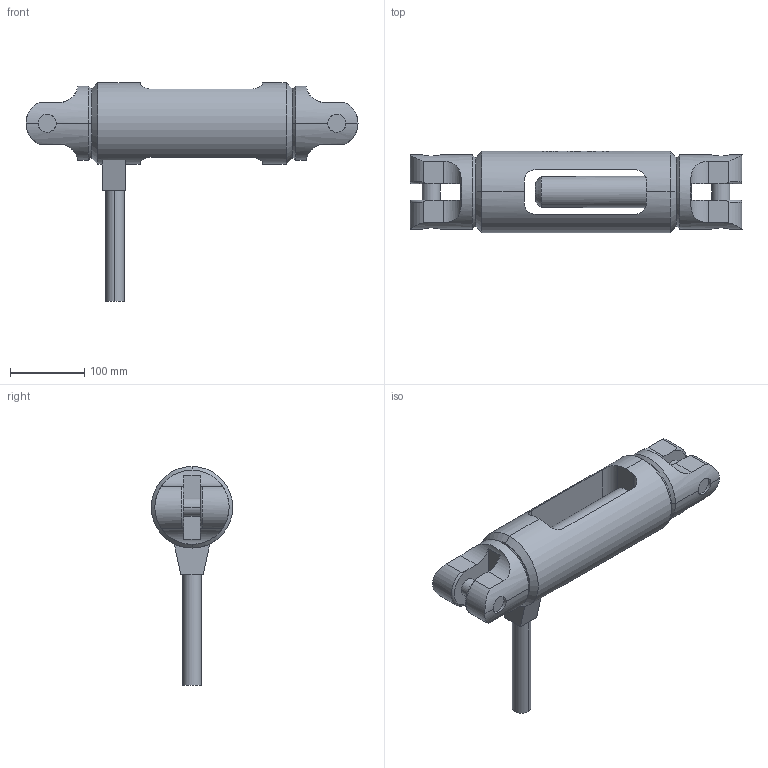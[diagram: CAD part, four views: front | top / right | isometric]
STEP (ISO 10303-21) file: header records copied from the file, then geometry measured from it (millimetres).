
FILE_DESCRIPTION((''),'2;1');
FILE_NAME('001-M33212-P99','2011-05-11T',('Roland.Jakubetz'),(''),'PRO/ENGINEER BY PARAMETRIC TECHNOLOGY CORPORATION, 2010140','PRO/ENGINEER BY PARAMETRIC TECHNOLOGY CORPORATION, 2010140','');
FILE_SCHEMA(('CONFIG_CONTROL_DESIGN'));
Length unit declared in the file: millimetre
Products named in the file (1): 001-M33212-P99
Bounding box: 448 x 110 x 295.5 mm (x, y, z)
Volume: 2717537.5 mm3; surface area: 227053 mm2
Topology: 1 solids, 1 shells, 312 faces, 861 edges, 568 vertices
Faces by surface type: plane 260, cylinder 38, cone 10, torus 4
Entity records: 10544 total; most frequent: CARTESIAN_POINT 2779, ORIENTED_EDGE 1722, DIRECTION 1416, EDGE_CURVE 861, VECTOR 578, LINE 578, VERTEX_POINT 568, AXIS2_PLACEMENT_3D 419
